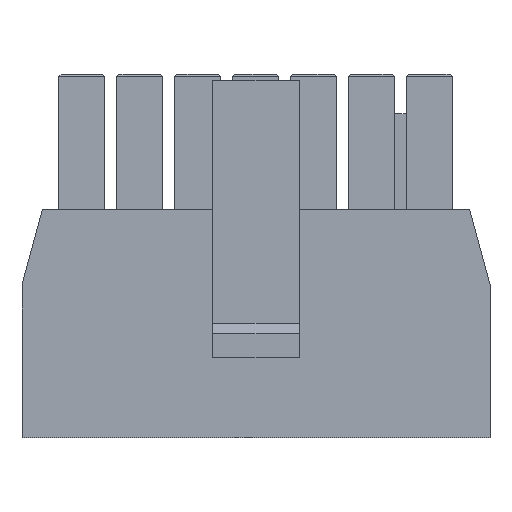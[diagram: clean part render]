
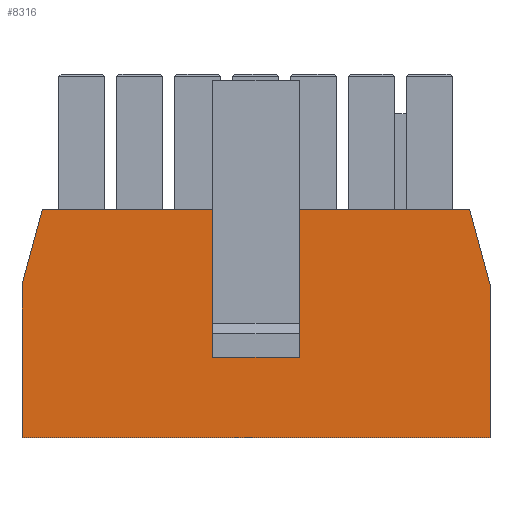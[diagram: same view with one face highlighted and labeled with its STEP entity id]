
A CAD part, top view. The second image highlights one B-rep face of the part: STEP entity #8316.
In plain terms, the highlighted planar face has unit normal (0, 0, 1).
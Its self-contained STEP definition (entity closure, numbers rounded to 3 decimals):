
#1494=ORIENTED_EDGE('',*,*,#2520,.T.);
#1495=ORIENTED_EDGE('',*,*,#3349,.T.);
#1496=ORIENTED_EDGE('',*,*,#2529,.T.);
#1497=ORIENTED_EDGE('',*,*,#3350,.T.);
#1498=ORIENTED_EDGE('',*,*,#3351,.F.);
#1499=ORIENTED_EDGE('',*,*,#2526,.T.);
#1500=ORIENTED_EDGE('',*,*,#3352,.F.);
#1501=ORIENTED_EDGE('',*,*,#2531,.T.);
#1502=ORIENTED_EDGE('',*,*,#3347,.F.);
#1503=ORIENTED_EDGE('',*,*,#3144,.F.);
#1504=ORIENTED_EDGE('',*,*,#3271,.T.);
#1505=ORIENTED_EDGE('',*,*,#3353,.T.);
#1506=ORIENTED_EDGE('',*,*,#3265,.T.);
#1507=ORIENTED_EDGE('',*,*,#3354,.F.);
#2520=EDGE_CURVE('',#3696,#3694,#4461,.F.);
#2526=EDGE_CURVE('',#3699,#3701,#4464,.F.);
#2529=EDGE_CURVE('',#3702,#3703,#4465,.T.);
#2531=EDGE_CURVE('',#3705,#3704,#4466,.T.);
#3144=EDGE_CURVE('',#4124,#4125,#5078,.T.);
#3265=EDGE_CURVE('',#4225,#4224,#5199,.T.);
#3271=EDGE_CURVE('',#4124,#4228,#5205,.T.);
#3347=EDGE_CURVE('',#4125,#4275,#5281,.T.);
#3349=EDGE_CURVE('',#3694,#3702,#5283,.T.);
#3350=EDGE_CURVE('',#3703,#3696,#5284,.T.);
#3351=EDGE_CURVE('',#3699,#3704,#5285,.T.);
#3352=EDGE_CURVE('',#3705,#3701,#5286,.T.);
#3353=EDGE_CURVE('',#4228,#4225,#5287,.T.);
#3354=EDGE_CURVE('',#4275,#4224,#5288,.T.);
#3694=VERTEX_POINT('',#11281);
#3696=VERTEX_POINT('',#11284);
#3699=VERTEX_POINT('',#11291);
#3701=VERTEX_POINT('',#11295);
#3702=VERTEX_POINT('',#11299);
#3703=VERTEX_POINT('',#11301);
#3704=VERTEX_POINT('',#11305);
#3705=VERTEX_POINT('',#11307);
#4124=VERTEX_POINT('',#12520);
#4125=VERTEX_POINT('',#12522);
#4224=VERTEX_POINT('',#12755);
#4225=VERTEX_POINT('',#12757);
#4228=VERTEX_POINT('',#12767);
#4275=VERTEX_POINT('',#12920);
#4461=LINE('',#11283,#5633);
#4464=LINE('',#11296,#5636);
#4465=LINE('',#11302,#5637);
#4466=LINE('',#11306,#5638);
#5078=LINE('',#12521,#6250);
#5199=LINE('',#12756,#6371);
#5205=LINE('',#12768,#6377);
#5281=LINE('',#12919,#6453);
#5283=LINE('',#12923,#6455);
#5284=LINE('',#12924,#6456);
#5285=LINE('',#12925,#6457);
#5286=LINE('',#12926,#6458);
#5287=LINE('',#12927,#6459);
#5288=LINE('',#12928,#6460);
#5633=VECTOR('',#9126,1000.);
#5636=VECTOR('',#9137,1000.);
#5637=VECTOR('',#9144,1000.);
#5638=VECTOR('',#9149,1000.);
#6250=VECTOR('',#10127,1000.);
#6371=VECTOR('',#10276,1000.);
#6377=VECTOR('',#10286,1000.);
#6453=VECTOR('',#10420,1000.);
#6455=VECTOR('',#10424,1000.);
#6456=VECTOR('',#10425,1000.);
#6457=VECTOR('',#10426,1000.);
#6458=VECTOR('',#10427,1000.);
#6459=VECTOR('',#10428,1000.);
#6460=VECTOR('',#10429,1000.);
#6973=EDGE_LOOP('',(#1494,#1495,#1496,#1497));
#6974=EDGE_LOOP('',(#1498,#1499,#1500,#1501));
#6975=EDGE_LOOP('',(#1502,#1503,#1504,#1505,#1506,#1507));
#7441=FACE_BOUND('',#6973,.T.);
#7442=FACE_BOUND('',#6974,.T.);
#7443=FACE_BOUND('',#6975,.T.);
#7878=PLANE('',#8780);
#8316=ADVANCED_FACE('',(#7441,#7442,#7443),#7878,.F.);
#8780=AXIS2_PLACEMENT_3D('',#12922,#10422,#10423);
#9126=DIRECTION('',(-1.,0.,0.));
#9137=DIRECTION('',(-1.,0.,0.));
#9144=DIRECTION('',(-1.,0.,0.));
#9149=DIRECTION('',(-1.,0.,0.));
#10127=DIRECTION('',(1.,0.,0.));
#10276=DIRECTION('',(1.,0.,0.));
#10286=DIRECTION('',(-0.261,-0.965,0.));
#10420=DIRECTION('',(0.261,-0.965,0.));
#10422=DIRECTION('',(0.,0.,-1.));
#10423=DIRECTION('',(-1.,0.,0.));
#10424=DIRECTION('',(0.,-1.,0.));
#10425=DIRECTION('',(0.,1.,0.));
#10426=DIRECTION('',(0.,-1.,0.));
#10427=DIRECTION('',(0.,1.,0.));
#10428=DIRECTION('',(0.,-1.,0.));
#10429=DIRECTION('',(0.,-1.,0.));
#11281=CARTESIAN_POINT('',(-1.,9.53,1.72));
#11283=CARTESIAN_POINT('',(1.875,9.53,1.72));
#11284=CARTESIAN_POINT('',(-1.875,9.53,1.72));
#11291=CARTESIAN_POINT('',(1.,9.53,1.72));
#11295=CARTESIAN_POINT('',(1.875,9.53,1.72));
#11296=CARTESIAN_POINT('',(1.875,9.53,1.72));
#11299=CARTESIAN_POINT('',(-1.,7.43,1.72));
#11301=CARTESIAN_POINT('',(-1.875,7.43,1.72));
#11302=CARTESIAN_POINT('',(-1.875,7.43,1.72));
#11305=CARTESIAN_POINT('',(1.,7.43,1.72));
#11306=CARTESIAN_POINT('',(-1.875,7.43,1.72));
#11307=CARTESIAN_POINT('',(1.875,7.43,1.72));
#12520=CARTESIAN_POINT('',(-9.22,9.85,1.72));
#12521=CARTESIAN_POINT('',(-10.1,9.85,1.72));
#12522=CARTESIAN_POINT('',(9.22,9.85,1.72));
#12755=CARTESIAN_POINT('',(10.1,0.,1.72));
#12756=CARTESIAN_POINT('',(-10.1,0.,1.72));
#12757=CARTESIAN_POINT('',(-10.1,0.,1.72));
#12767=CARTESIAN_POINT('',(-10.1,6.6,1.72));
#12768=CARTESIAN_POINT('',(-9.22,9.85,1.72));
#12919=CARTESIAN_POINT('',(9.22,9.85,1.72));
#12920=CARTESIAN_POINT('',(10.1,6.6,1.72));
#12922=CARTESIAN_POINT('',(-10.1,9.85,1.72));
#12923=CARTESIAN_POINT('',(-1.,14.71,1.72));
#12924=CARTESIAN_POINT('',(-1.875,7.83,1.72));
#12925=CARTESIAN_POINT('',(1.,14.71,1.72));
#12926=CARTESIAN_POINT('',(1.875,7.83,1.72));
#12927=CARTESIAN_POINT('',(-10.1,9.85,1.72));
#12928=CARTESIAN_POINT('',(10.1,9.85,1.72));
